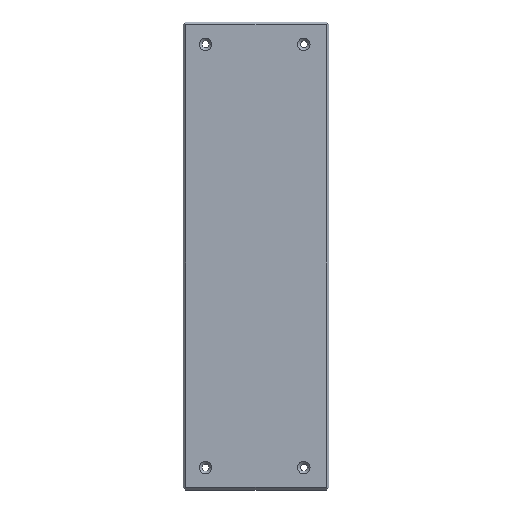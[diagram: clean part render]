
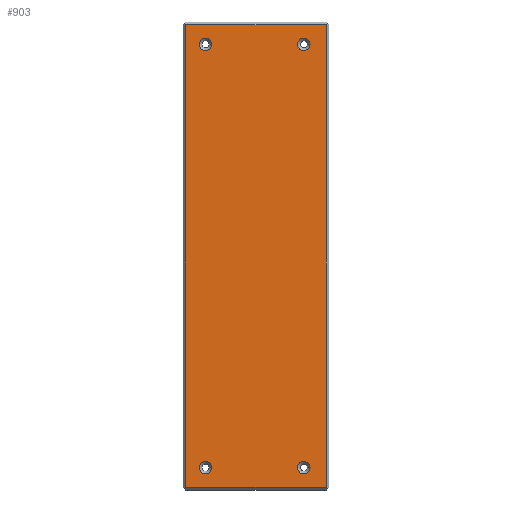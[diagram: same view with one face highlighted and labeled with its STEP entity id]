
A CAD part, top view. The second image highlights one B-rep face of the part: STEP entity #903.
In plain terms, the highlighted planar face has unit normal (0, 0, 1).
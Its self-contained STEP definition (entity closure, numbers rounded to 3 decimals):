
#9 = EDGE_LOOP ( 'NONE', ( #621, #1071, #362, #792 ) ) ;
#12 = CARTESIAN_POINT ( 'NONE',  ( 1., -1., 4. ) ) ;
#16 = DIRECTION ( 'NONE',  ( -1., 0., 0. ) ) ;
#18 = DIRECTION ( 'NONE',  ( 0., 0., -1. ) ) ;
#28 = CARTESIAN_POINT ( 'NONE',  ( 8.6, -8.6, 4. ) ) ;
#33 = VERTEX_POINT ( 'NONE', #275 ) ;
#38 = EDGE_CURVE ( 'NONE', #41, #220, #979, .T. ) ;
#41 = VERTEX_POINT ( 'NONE', #89 ) ;
#55 = DIRECTION ( 'NONE',  ( 0., 0., -1. ) ) ;
#65 = EDGE_CURVE ( 'NONE', #1024, #876, #437, .T. ) ;
#70 = DIRECTION ( 'NONE',  ( -1., 0., 0. ) ) ;
#82 = ORIENTED_EDGE ( 'NONE', *, *, #1099, .T. ) ;
#89 = CARTESIAN_POINT ( 'NONE',  ( 11., -8.6, 4. ) ) ;
#99 = VERTEX_POINT ( 'NONE', #104 ) ;
#104 = CARTESIAN_POINT ( 'NONE',  ( 48.8, -171.4, 4. ) ) ;
#109 = CIRCLE ( 'NONE', #567, 2.4 ) ;
#134 = EDGE_CURVE ( 'NONE', #686, #475, #143, .T. ) ;
#136 = EDGE_LOOP ( 'NONE', ( #779, #82 ) ) ;
#137 = CARTESIAN_POINT ( 'NONE',  ( 46.4, -8.6, 4. ) ) ;
#143 = LINE ( 'NONE', #906, #332 ) ;
#157 = LINE ( 'NONE', #169, #1050 ) ;
#162 = DIRECTION ( 'NONE',  ( 0., 1., 0. ) ) ;
#164 = AXIS2_PLACEMENT_3D ( 'NONE', #831, #55, #835 ) ;
#169 = CARTESIAN_POINT ( 'NONE',  ( 55., 0., 4. ) ) ;
#185 = DIRECTION ( 'NONE',  ( -1., 0., 0. ) ) ;
#199 = CARTESIAN_POINT ( 'NONE',  ( 0., -1., 4. ) ) ;
#202 = AXIS2_PLACEMENT_3D ( 'NONE', #28, #287, #615 ) ;
#208 = ORIENTED_EDGE ( 'NONE', *, *, #431, .T. ) ;
#220 = VERTEX_POINT ( 'NONE', #814 ) ;
#246 = DIRECTION ( 'NONE',  ( 0., -1., 0. ) ) ;
#251 = VERTEX_POINT ( 'NONE', #999 ) ;
#252 = CIRCLE ( 'NONE', #358, 2.4 ) ;
#262 = AXIS2_PLACEMENT_3D ( 'NONE', #137, #647, #984 ) ;
#263 = DIRECTION ( 'NONE',  ( -1., 0., 0. ) ) ;
#273 = ORIENTED_EDGE ( 'NONE', *, *, #505, .T. ) ;
#275 = CARTESIAN_POINT ( 'NONE',  ( 55., -1., 4. ) ) ;
#287 = DIRECTION ( 'NONE',  ( 0., 0., -1. ) ) ;
#307 = CARTESIAN_POINT ( 'NONE',  ( 8.6, -8.6, 4. ) ) ;
#323 = AXIS2_PLACEMENT_3D ( 'NONE', #435, #18, #629 ) ;
#327 = EDGE_CURVE ( 'NONE', #475, #33, #157, .T. ) ;
#332 = VECTOR ( 'NONE', #981, 1000. ) ;
#346 = ORIENTED_EDGE ( 'NONE', *, *, #65, .T. ) ;
#358 = AXIS2_PLACEMENT_3D ( 'NONE', #544, #873, #16 ) ;
#359 = CARTESIAN_POINT ( 'NONE',  ( 46.4, -171.4, 4. ) ) ;
#362 = ORIENTED_EDGE ( 'NONE', *, *, #982, .T. ) ;
#387 = VERTEX_POINT ( 'NONE', #12 ) ;
#395 = AXIS2_PLACEMENT_3D ( 'NONE', #307, #974, #895 ) ;
#408 = FACE_BOUND ( 'NONE', #136, .T. ) ;
#414 = FACE_BOUND ( 'NONE', #562, .T. ) ;
#431 = EDGE_CURVE ( 'NONE', #860, #482, #1064, .T. ) ;
#435 = CARTESIAN_POINT ( 'NONE',  ( 8.6, -171.4, 4. ) ) ;
#437 = CIRCLE ( 'NONE', #908, 2.4 ) ;
#442 = EDGE_CURVE ( 'NONE', #33, #387, #446, .T. ) ;
#446 = LINE ( 'NONE', #199, #1017 ) ;
#466 = EDGE_LOOP ( 'NONE', ( #568, #784 ) ) ;
#475 = VERTEX_POINT ( 'NONE', #618 ) ;
#482 = VERTEX_POINT ( 'NONE', #859 ) ;
#487 = EDGE_CURVE ( 'NONE', #99, #251, #796, .T. ) ;
#491 = CARTESIAN_POINT ( 'NONE',  ( 1., 0., 4. ) ) ;
#501 = FACE_BOUND ( 'NONE', #786, .T. ) ;
#505 = EDGE_CURVE ( 'NONE', #876, #1024, #846, .T. ) ;
#519 = CARTESIAN_POINT ( 'NONE',  ( 1., -179., 4. ) ) ;
#544 = CARTESIAN_POINT ( 'NONE',  ( 8.6, -171.4, 4. ) ) ;
#557 = AXIS2_PLACEMENT_3D ( 'NONE', #359, #941, #185 ) ;
#562 = EDGE_LOOP ( 'NONE', ( #273, #346 ) ) ;
#567 = AXIS2_PLACEMENT_3D ( 'NONE', #749, #1070, #70 ) ;
#568 = ORIENTED_EDGE ( 'NONE', *, *, #487, .T. ) ;
#615 = DIRECTION ( 'NONE',  ( -1., 0., 0. ) ) ;
#618 = CARTESIAN_POINT ( 'NONE',  ( 55., -179., 4. ) ) ;
#621 = ORIENTED_EDGE ( 'NONE', *, *, #327, .T. ) ;
#629 = DIRECTION ( 'NONE',  ( -1., 0., 0. ) ) ;
#632 = CARTESIAN_POINT ( 'NONE',  ( 48.8, -8.6, 4. ) ) ;
#647 = DIRECTION ( 'NONE',  ( 0., 0., -1. ) ) ;
#676 = CIRCLE ( 'NONE', #395, 2.4 ) ;
#686 = VERTEX_POINT ( 'NONE', #519 ) ;
#749 = CARTESIAN_POINT ( 'NONE',  ( 46.4, -171.4, 4. ) ) ;
#755 = VECTOR ( 'NONE', #246, 1000. ) ;
#760 = EDGE_CURVE ( 'NONE', #482, #860, #252, .T. ) ;
#779 = ORIENTED_EDGE ( 'NONE', *, *, #38, .T. ) ;
#784 = ORIENTED_EDGE ( 'NONE', *, *, #910, .T. ) ;
#786 = EDGE_LOOP ( 'NONE', ( #862, #208 ) ) ;
#792 = ORIENTED_EDGE ( 'NONE', *, *, #134, .T. ) ;
#796 = CIRCLE ( 'NONE', #557, 2.4 ) ;
#814 = CARTESIAN_POINT ( 'NONE',  ( 6.2, -8.6, 4. ) ) ;
#831 = CARTESIAN_POINT ( 'NONE',  ( 0., 0., 4. ) ) ;
#835 = DIRECTION ( 'NONE',  ( -1., 0., 0. ) ) ;
#846 = CIRCLE ( 'NONE', #262, 2.4 ) ;
#852 = DIRECTION ( 'NONE',  ( -1., 0., 0. ) ) ;
#856 = CARTESIAN_POINT ( 'NONE',  ( 44., -8.6, 4. ) ) ;
#859 = CARTESIAN_POINT ( 'NONE',  ( 11., -171.4, 4. ) ) ;
#860 = VERTEX_POINT ( 'NONE', #1054 ) ;
#862 = ORIENTED_EDGE ( 'NONE', *, *, #760, .T. ) ;
#873 = DIRECTION ( 'NONE',  ( 0., 0., -1. ) ) ;
#876 = VERTEX_POINT ( 'NONE', #632 ) ;
#895 = DIRECTION ( 'NONE',  ( -1., 0., 0. ) ) ;
#901 = PLANE ( 'NONE',  #164 ) ;
#903 = ADVANCED_FACE ( 'NONE', ( #414, #408, #501, #983, #992 ), #901, .F. ) ;
#906 = CARTESIAN_POINT ( 'NONE',  ( 0., -179., 4. ) ) ;
#908 = AXIS2_PLACEMENT_3D ( 'NONE', #1016, #943, #263 ) ;
#910 = EDGE_CURVE ( 'NONE', #251, #99, #109, .T. ) ;
#941 = DIRECTION ( 'NONE',  ( 0., 0., -1. ) ) ;
#943 = DIRECTION ( 'NONE',  ( 0., 0., -1. ) ) ;
#974 = DIRECTION ( 'NONE',  ( 0., 0., -1. ) ) ;
#979 = CIRCLE ( 'NONE', #202, 2.4 ) ;
#981 = DIRECTION ( 'NONE',  ( 1., 0., 0. ) ) ;
#982 = EDGE_CURVE ( 'NONE', #387, #686, #1085, .T. ) ;
#983 = FACE_BOUND ( 'NONE', #466, .T. ) ;
#984 = DIRECTION ( 'NONE',  ( -1., 0., 0. ) ) ;
#992 = FACE_OUTER_BOUND ( 'NONE', #9, .T. ) ;
#999 = CARTESIAN_POINT ( 'NONE',  ( 44., -171.4, 4. ) ) ;
#1016 = CARTESIAN_POINT ( 'NONE',  ( 46.4, -8.6, 4. ) ) ;
#1017 = VECTOR ( 'NONE', #852, 1000. ) ;
#1024 = VERTEX_POINT ( 'NONE', #856 ) ;
#1050 = VECTOR ( 'NONE', #162, 1000. ) ;
#1054 = CARTESIAN_POINT ( 'NONE',  ( 6.2, -171.4, 4. ) ) ;
#1064 = CIRCLE ( 'NONE', #323, 2.4 ) ;
#1070 = DIRECTION ( 'NONE',  ( 0., 0., -1. ) ) ;
#1071 = ORIENTED_EDGE ( 'NONE', *, *, #442, .T. ) ;
#1085 = LINE ( 'NONE', #491, #755 ) ;
#1099 = EDGE_CURVE ( 'NONE', #220, #41, #676, .T. ) ;
